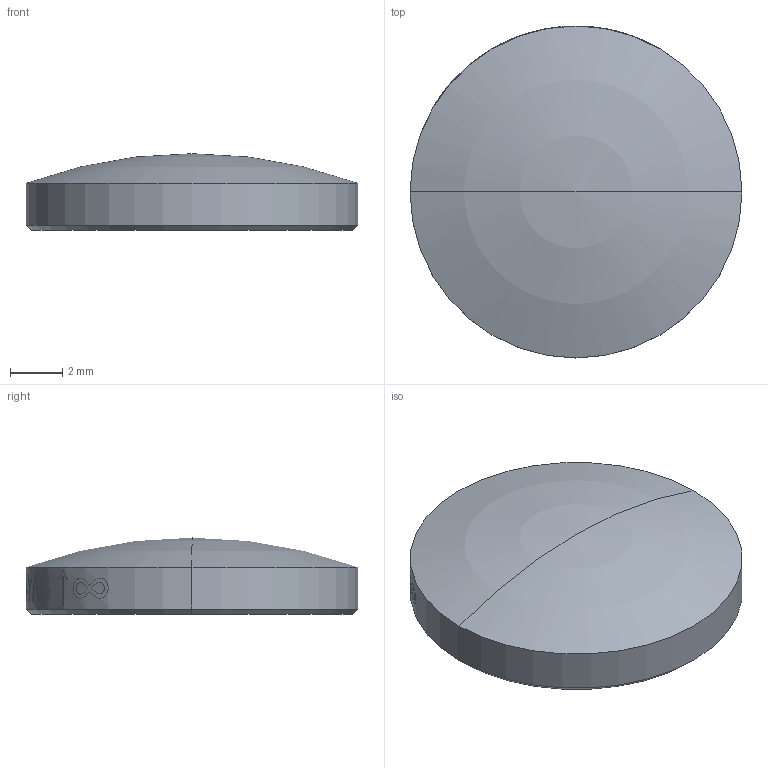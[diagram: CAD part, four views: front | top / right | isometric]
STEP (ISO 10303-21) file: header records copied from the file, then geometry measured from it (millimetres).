
FILE_DESCRIPTION (( 'STEP AP203' ), '1' );
FILE_NAME ('TTN217848-E0W.STEP', '2020-09-23T00:17:55', ( '' ), ( '' ), 'SwSTEP 2.0', 'SolidWorks 2018', '' );
FILE_SCHEMA (( 'CONFIG_CONTROL_DESIGN' ));
Length unit declared in the file: inch
Products named in the file (1): TTN217848-E0W
Bounding box: 12.7 x 12.7 x 2.93 mm (x, y, z)
Volume: 299.6 mm3; surface area: 324.5 mm2
Topology: 1 solids, 1 shells, 25 faces, 184 edges, 177 vertices
Faces by surface type: cylinder 20, cone 2, torus 2, plane 1
Entity records: 2921 total; most frequent: CARTESIAN_POINT 1687, ORIENTED_EDGE 364, EDGE_CURVE 182, VERTEX_POINT 177, B_SPLINE_CURVE_WITH_KNOTS 170, DIRECTION 72, EDGE_LOOP 43, AXIS2_PLACEMENT_3D 34
